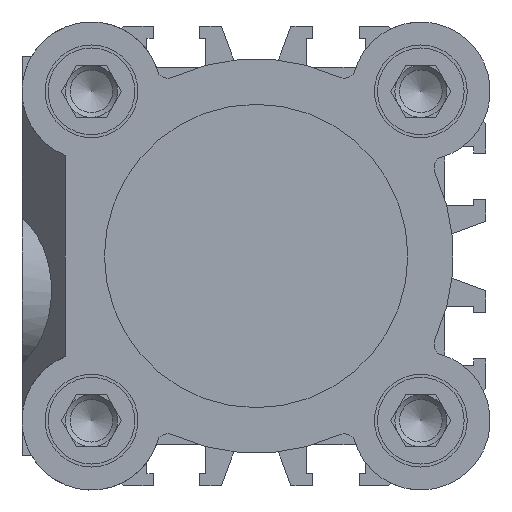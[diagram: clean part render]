
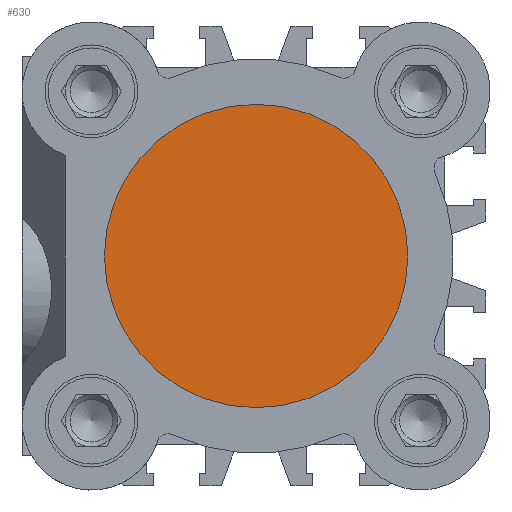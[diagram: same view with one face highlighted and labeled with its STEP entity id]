
A CAD part, left-side view. The second image highlights one B-rep face of the part: STEP entity #630.
In plain terms, the highlighted face is planar.
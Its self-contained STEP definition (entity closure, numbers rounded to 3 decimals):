
#630 = ADVANCED_FACE( '', ( #1481 ), #1482, .F. );
#1481 = FACE_OUTER_BOUND( '', #2641, .T. );
#1482 = PLANE( '', #2642 );
#2641 = EDGE_LOOP( '', ( #4198 ) );
#2642 = AXIS2_PLACEMENT_3D( '', #4199, #4200, #4201 );
#4198 = ORIENTED_EDGE( '', *, *, #6877, .T. );
#4199 = CARTESIAN_POINT( '', ( 4., 17.5, 0. ) );
#4200 = DIRECTION( '', ( -1., 0., 0. ) );
#4201 = DIRECTION( '', ( 0., 0., 1. ) );
#6877 = EDGE_CURVE( '', #8299, #8299, #8300, .T. );
#8299 = VERTEX_POINT( '', #10204 );
#8300 = CIRCLE( '', #10205, 17.5 );
#10204 = CARTESIAN_POINT( '', ( 4., 0., -17.5 ) );
#10205 = AXIS2_PLACEMENT_3D( '', #11984, #11985, #11986 );
#11984 = CARTESIAN_POINT( '', ( 4., 0., 0. ) );
#11985 = DIRECTION( '', ( 1., 0., 0. ) );
#11986 = DIRECTION( '', ( 0., 0., -1. ) );
